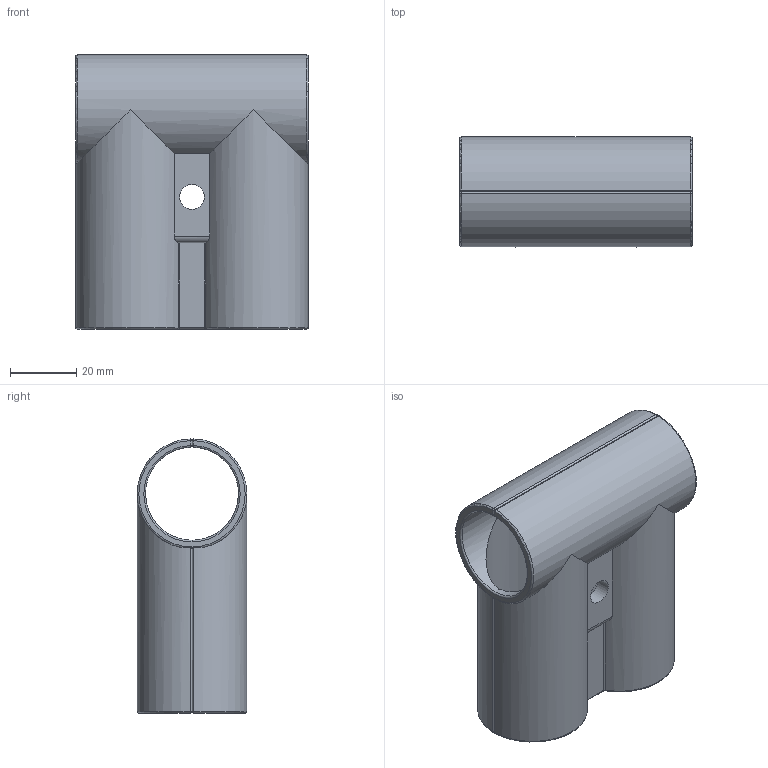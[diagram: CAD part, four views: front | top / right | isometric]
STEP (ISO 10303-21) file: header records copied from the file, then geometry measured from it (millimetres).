
FILE_DESCRIPTION((''),'2;1');
FILE_NAME('86121.stp','2016-11-23T15:23:01',('Konstruktor II'),(''),'Autodesk Inventor 2013','Autodesk Inventor 2013','');
FILE_SCHEMA(('AUTOMOTIVE_DESIGN { 1 0 10303 214 1 1 1 1 }'));
Length unit declared in the file: millimetre
Products named in the file (1): 86121
Bounding box: 70 x 33 x 82.49 mm (x, y, z)
Volume: 38252.8 mm3; surface area: 31084.9 mm2
Topology: 1 solids, 1 shells, 115 faces, 268 edges, 156 vertices
Faces by surface type: cylinder 49, plane 30, sphere 20, torus 16
Full cylindrical faces by diameter (mm): 7.5 x2
Entity records: 3428 total; most frequent: CARTESIAN_POINT 740, DIRECTION 608, ORIENTED_EDGE 528, EDGE_CURVE 264, AXIS2_PLACEMENT_3D 250, VERTEX_POINT 154, EDGE_LOOP 126, FACE_OUTER_BOUND 115
